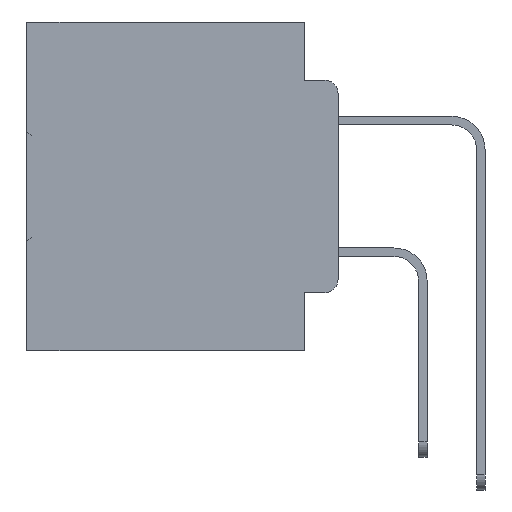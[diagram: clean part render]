
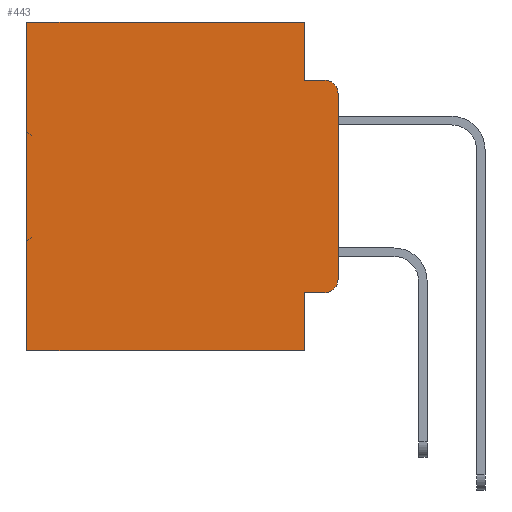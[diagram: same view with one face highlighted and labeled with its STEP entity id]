
A CAD part, left-side view. The second image highlights one B-rep face of the part: STEP entity #443.
In plain terms, the highlighted planar face has unit normal (-1, 0, 0).
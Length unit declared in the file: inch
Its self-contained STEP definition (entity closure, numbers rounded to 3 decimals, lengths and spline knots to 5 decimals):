
#443 = ADVANCED_FACE ( 'NONE', ( #29773 ), #2381, .F. ) ;
#702 = ORIENTED_EDGE ( 'NONE', *, *, #23337, .F. ) ;
#1963 = CARTESIAN_POINT ( 'NONE',  ( 0.298, 0.02, -0.1085 ) ) ;
#1965 = CIRCLE ( 'NONE', #37169, 0.02 ) ;
#2381 = PLANE ( 'NONE',  #19434 ) ;
#3176 = ORIENTED_EDGE ( 'NONE', *, *, #11375, .F. ) ;
#4425 = CARTESIAN_POINT ( 'NONE',  ( 0.298, 0.051, -0.0885 ) ) ;
#5017 = CARTESIAN_POINT ( 'NONE',  ( 0.298, 0., 0. ) ) ;
#5047 = DIRECTION ( 'NONE',  ( 0., 0., -1. ) ) ;
#5148 = DIRECTION ( 'NONE',  ( 0., 0., -1. ) ) ;
#5372 = VECTOR ( 'NONE', #6161, 39.37008 ) ;
#5717 = CARTESIAN_POINT ( 'NONE',  ( 0.298, 0.473, 0. ) ) ;
#5997 = VECTOR ( 'NONE', #18369, 39.37008 ) ;
#6161 = DIRECTION ( 'NONE',  ( 0., 1., 0. ) ) ;
#6365 = ORIENTED_EDGE ( 'NONE', *, *, #17050, .T. ) ;
#6629 = ORIENTED_EDGE ( 'NONE', *, *, #15521, .T. ) ;
#6845 = EDGE_CURVE ( 'NONE', #11080, #29267, #18768, .T. ) ;
#7287 = DIRECTION ( 'NONE',  ( -1., 0., 0. ) ) ;
#7608 = LINE ( 'NONE', #17695, #30023 ) ;
#7896 = VERTEX_POINT ( 'NONE', #13145 ) ;
#8424 = DIRECTION ( 'NONE',  ( 0., 0., -1. ) ) ;
#8972 = VERTEX_POINT ( 'NONE', #30303 ) ;
#9559 = CARTESIAN_POINT ( 'NONE',  ( 0.298, 0.051, -0.4115 ) ) ;
#9592 = AXIS2_PLACEMENT_3D ( 'NONE', #24865, #7287, #27807 ) ;
#11080 = VERTEX_POINT ( 'NONE', #31086 ) ;
#11375 = EDGE_CURVE ( 'NONE', #36591, #20461, #36396, .T. ) ;
#11497 = DIRECTION ( 'NONE',  ( 0., 1., 0. ) ) ;
#12081 = ORIENTED_EDGE ( 'NONE', *, *, #33104, .F. ) ;
#12989 = LINE ( 'NONE', #35771, #5997 ) ;
#13145 = CARTESIAN_POINT ( 'NONE',  ( 0.298, 0.02, -0.4115 ) ) ;
#13565 = EDGE_CURVE ( 'NONE', #7896, #29267, #37110, .T. ) ;
#13988 = DIRECTION ( 'NONE',  ( 0., 0., -1. ) ) ;
#14273 = LINE ( 'NONE', #28633, #36557 ) ;
#15390 = DIRECTION ( 'NONE',  ( 0., 0., -1. ) ) ;
#15521 = EDGE_CURVE ( 'NONE', #37188, #7896, #25209, .T. ) ;
#16548 = ORIENTED_EDGE ( 'NONE', *, *, #6845, .F. ) ;
#16986 = CARTESIAN_POINT ( 'NONE',  ( 0.298, 0.051, -0.4115 ) ) ;
#17050 = EDGE_CURVE ( 'NONE', #8972, #24559, #27886, .T. ) ;
#17470 = VECTOR ( 'NONE', #37279, 39.37008 ) ;
#17695 = CARTESIAN_POINT ( 'NONE',  ( 0.298, 0.473, 0. ) ) ;
#17871 = CARTESIAN_POINT ( 'NONE',  ( 0.298, 0., 0. ) ) ;
#18369 = DIRECTION ( 'NONE',  ( 0., -1., 0. ) ) ;
#18510 = CARTESIAN_POINT ( 'NONE',  ( 0.298, 0.02, -0.0885 ) ) ;
#18768 = LINE ( 'NONE', #5017, #33326 ) ;
#19434 = AXIS2_PLACEMENT_3D ( 'NONE', #23091, #26036, #8424 ) ;
#19806 = EDGE_LOOP ( 'NONE', ( #16548, #26121, #12081, #36047, #6365, #34879, #3176, #702, #6629, #21047 ) ) ;
#20461 = VERTEX_POINT ( 'NONE', #24906 ) ;
#20634 = DIRECTION ( 'NONE',  ( 0., 0., -1. ) ) ;
#21047 = ORIENTED_EDGE ( 'NONE', *, *, #13565, .T. ) ;
#22699 = DIRECTION ( 'NONE',  ( -1., 0., 0. ) ) ;
#23091 = CARTESIAN_POINT ( 'NONE',  ( 0.298, 0., 0. ) ) ;
#23337 = EDGE_CURVE ( 'NONE', #37188, #36591, #14273, .T. ) ;
#24196 = CARTESIAN_POINT ( 'NONE',  ( 0.298, 0.051, 0. ) ) ;
#24559 = VERTEX_POINT ( 'NONE', #5717 ) ;
#24816 = VERTEX_POINT ( 'NONE', #18510 ) ;
#24865 = CARTESIAN_POINT ( 'NONE',  ( 0.298, 0.02, -0.3915 ) ) ;
#24906 = CARTESIAN_POINT ( 'NONE',  ( 0.298, 0.473, -0.5 ) ) ;
#25209 = LINE ( 'NONE', #16986, #17470 ) ;
#25297 = EDGE_CURVE ( 'NONE', #24559, #20461, #7608, .T. ) ;
#26036 = DIRECTION ( 'NONE',  ( 1., 0., 0. ) ) ;
#26121 = ORIENTED_EDGE ( 'NONE', *, *, #35010, .T. ) ;
#27256 = EDGE_CURVE ( 'NONE', #8972, #37343, #36157, .T. ) ;
#27807 = DIRECTION ( 'NONE',  ( 0., 0., -1. ) ) ;
#27886 = LINE ( 'NONE', #17871, #5372 ) ;
#28633 = CARTESIAN_POINT ( 'NONE',  ( 0.298, 0.051, 0. ) ) ;
#28677 = VECTOR ( 'NONE', #11497, 39.37008 ) ;
#28947 = CARTESIAN_POINT ( 'NONE',  ( 0.298, 0., -0.5 ) ) ;
#29267 = VERTEX_POINT ( 'NONE', #30958 ) ;
#29773 = FACE_OUTER_BOUND ( 'NONE', #19806, .T. ) ;
#30023 = VECTOR ( 'NONE', #20634, 39.37008 ) ;
#30303 = CARTESIAN_POINT ( 'NONE',  ( 0.298, 0.051, 0. ) ) ;
#30321 = CARTESIAN_POINT ( 'NONE',  ( 0.298, 0.051, -0.5 ) ) ;
#30958 = CARTESIAN_POINT ( 'NONE',  ( 0.298, 0., -0.3915 ) ) ;
#31086 = CARTESIAN_POINT ( 'NONE',  ( 0.298, 0., -0.1085 ) ) ;
#33104 = EDGE_CURVE ( 'NONE', #37343, #24816, #12989, .T. ) ;
#33326 = VECTOR ( 'NONE', #13988, 39.37008 ) ;
#34879 = ORIENTED_EDGE ( 'NONE', *, *, #25297, .T. ) ;
#35010 = EDGE_CURVE ( 'NONE', #11080, #24816, #1965, .T. ) ;
#35238 = VECTOR ( 'NONE', #15390, 39.37008 ) ;
#35771 = CARTESIAN_POINT ( 'NONE',  ( 0.298, 0.051, -0.0885 ) ) ;
#36047 = ORIENTED_EDGE ( 'NONE', *, *, #27256, .F. ) ;
#36157 = LINE ( 'NONE', #24196, #35238 ) ;
#36396 = LINE ( 'NONE', #28947, #28677 ) ;
#36557 = VECTOR ( 'NONE', #5148, 39.37008 ) ;
#36591 = VERTEX_POINT ( 'NONE', #30321 ) ;
#37110 = CIRCLE ( 'NONE', #9592, 0.02 ) ;
#37169 = AXIS2_PLACEMENT_3D ( 'NONE', #1963, #22699, #5047 ) ;
#37188 = VERTEX_POINT ( 'NONE', #9559 ) ;
#37279 = DIRECTION ( 'NONE',  ( 0., -1., 0. ) ) ;
#37343 = VERTEX_POINT ( 'NONE', #4425 ) ;
